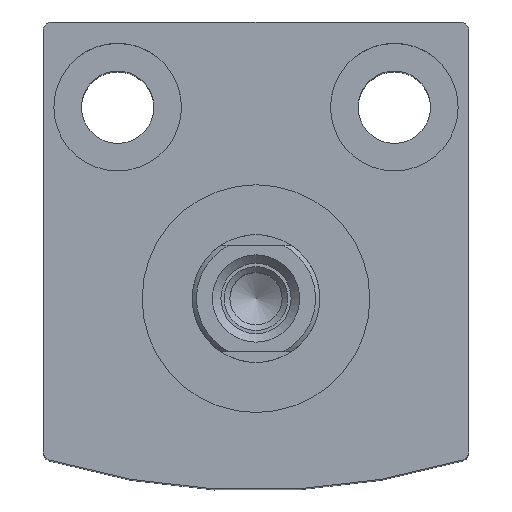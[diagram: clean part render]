
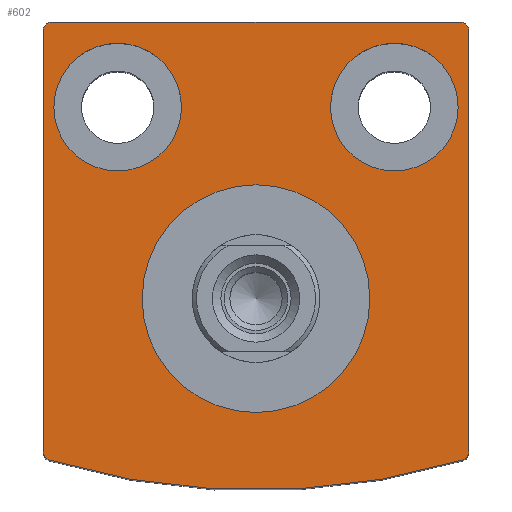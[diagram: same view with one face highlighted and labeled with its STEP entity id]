
A CAD part, top view. The second image highlights one B-rep face of the part: STEP entity #602.
In plain terms, the highlighted planar face has unit normal (0, 0, 1).
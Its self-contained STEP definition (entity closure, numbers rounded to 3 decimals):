
#42=CIRCLE('',#666,0.4);
#44=CIRCLE('',#669,34.);
#46=CIRCLE('',#672,0.4);
#48=CIRCLE('',#676,0.4);
#52=CIRCLE('',#682,0.4);
#56=CIRCLE('',#688,5.35);
#57=CIRCLE('',#689,3.);
#58=CIRCLE('',#690,3.);
#149=ORIENTED_EDGE('',*,*,#275,.F.);
#150=ORIENTED_EDGE('',*,*,#276,.T.);
#151=ORIENTED_EDGE('',*,*,#277,.T.);
#152=ORIENTED_EDGE('',*,*,#247,.T.);
#153=ORIENTED_EDGE('',*,*,#251,.T.);
#154=ORIENTED_EDGE('',*,*,#254,.T.);
#155=ORIENTED_EDGE('',*,*,#257,.T.);
#156=ORIENTED_EDGE('',*,*,#260,.T.);
#157=ORIENTED_EDGE('',*,*,#263,.T.);
#158=ORIENTED_EDGE('',*,*,#268,.T.);
#159=ORIENTED_EDGE('',*,*,#271,.T.);
#247=EDGE_CURVE('',#318,#319,#376,.T.);
#251=EDGE_CURVE('',#319,#322,#42,.T.);
#254=EDGE_CURVE('',#322,#324,#44,.T.);
#257=EDGE_CURVE('',#324,#326,#46,.T.);
#260=EDGE_CURVE('',#326,#328,#383,.T.);
#263=EDGE_CURVE('',#328,#330,#48,.T.);
#268=EDGE_CURVE('',#330,#334,#387,.T.);
#271=EDGE_CURVE('',#334,#318,#52,.T.);
#275=EDGE_CURVE('',#338,#338,#56,.T.);
#276=EDGE_CURVE('',#339,#339,#57,.T.);
#277=EDGE_CURVE('',#340,#340,#58,.T.);
#318=VERTEX_POINT('',#967);
#319=VERTEX_POINT('',#968);
#322=VERTEX_POINT('',#976);
#324=VERTEX_POINT('',#982);
#326=VERTEX_POINT('',#988);
#328=VERTEX_POINT('',#994);
#330=VERTEX_POINT('',#1000);
#334=VERTEX_POINT('',#1010);
#338=VERTEX_POINT('',#1024);
#339=VERTEX_POINT('',#1026);
#340=VERTEX_POINT('',#1028);
#376=LINE('',#966,#398);
#383=LINE('',#993,#405);
#387=LINE('',#1009,#409);
#398=VECTOR('',#760,1000.);
#405=VECTOR('',#787,1000.);
#409=VECTOR('',#803,1000.);
#433=EDGE_LOOP('',(#149));
#434=EDGE_LOOP('',(#150));
#435=EDGE_LOOP('',(#151));
#436=EDGE_LOOP('',(#152,#153,#154,#155,#156,#157,#158,#159));
#509=FACE_BOUND('',#433,.T.);
#510=FACE_BOUND('',#434,.T.);
#511=FACE_BOUND('',#435,.T.);
#512=FACE_BOUND('',#436,.T.);
#577=PLANE('',#687);
#602=ADVANCED_FACE('',(#509,#510,#511,#512),#577,.T.);
#666=AXIS2_PLACEMENT_3D('',#975,#766,#767);
#669=AXIS2_PLACEMENT_3D('',#981,#773,#774);
#672=AXIS2_PLACEMENT_3D('',#987,#780,#781);
#676=AXIS2_PLACEMENT_3D('',#999,#792,#793);
#682=AXIS2_PLACEMENT_3D('',#1015,#808,#809);
#687=AXIS2_PLACEMENT_3D('',#1022,#818,#819);
#688=AXIS2_PLACEMENT_3D('',#1023,#820,#821);
#689=AXIS2_PLACEMENT_3D('',#1025,#822,#823);
#690=AXIS2_PLACEMENT_3D('',#1027,#824,#825);
#760=DIRECTION('',(0.,-1.,0.));
#766=DIRECTION('',(0.,0.,1.));
#767=DIRECTION('',(1.,0.,0.));
#773=DIRECTION('',(0.,0.,1.));
#774=DIRECTION('',(1.,0.,0.));
#780=DIRECTION('',(0.,0.,1.));
#781=DIRECTION('',(1.,0.,0.));
#787=DIRECTION('',(0.,1.,0.));
#792=DIRECTION('',(0.,0.,1.));
#793=DIRECTION('',(1.,0.,0.));
#803=DIRECTION('',(-1.,0.,0.));
#808=DIRECTION('',(0.,0.,1.));
#809=DIRECTION('',(1.,0.,0.));
#818=DIRECTION('',(0.,0.,1.));
#819=DIRECTION('',(1.,0.,0.));
#820=DIRECTION('',(0.,0.,1.));
#821=DIRECTION('',(1.,0.,0.));
#822=DIRECTION('',(0.,0.,-1.));
#823=DIRECTION('',(-1.,0.,0.));
#824=DIRECTION('',(0.,0.,-1.));
#825=DIRECTION('',(-1.,0.,0.));
#966=CARTESIAN_POINT('',(-10.,12.6,0.));
#967=CARTESIAN_POINT('',(-10.,12.6,0.));
#968=CARTESIAN_POINT('',(-10.,-7.199,0.));
#975=CARTESIAN_POINT('',(-9.6,-7.199,0.));
#976=CARTESIAN_POINT('',(-9.714,-7.583,0.));
#981=CARTESIAN_POINT('',(0.,25.,0.));
#982=CARTESIAN_POINT('',(9.714,-7.583,0.));
#987=CARTESIAN_POINT('',(9.6,-7.199,0.));
#988=CARTESIAN_POINT('',(10.,-7.199,0.));
#993=CARTESIAN_POINT('',(10.,-7.199,0.));
#994=CARTESIAN_POINT('',(10.,12.6,0.));
#999=CARTESIAN_POINT('',(9.6,12.6,0.));
#1000=CARTESIAN_POINT('',(9.6,13.,0.));
#1009=CARTESIAN_POINT('',(9.6,13.,0.));
#1010=CARTESIAN_POINT('',(-9.6,13.,0.));
#1015=CARTESIAN_POINT('',(-9.6,12.6,0.));
#1022=CARTESIAN_POINT('',(-9.6,-7.199,0.));
#1023=CARTESIAN_POINT('',(0.,0.,0.));
#1024=CARTESIAN_POINT('',(5.35,0.,0.));
#1025=CARTESIAN_POINT('',(6.5,9.,0.));
#1026=CARTESIAN_POINT('',(3.5,9.,0.));
#1027=CARTESIAN_POINT('',(-6.5,9.,0.));
#1028=CARTESIAN_POINT('',(-9.5,9.,0.));
